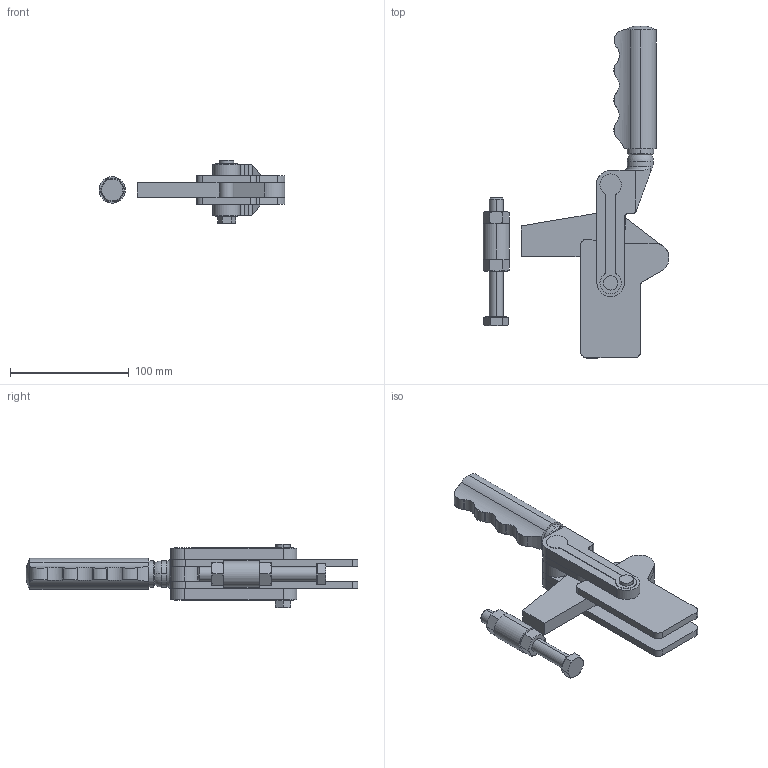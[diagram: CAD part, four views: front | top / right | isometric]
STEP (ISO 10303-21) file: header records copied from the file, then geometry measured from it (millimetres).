
FILE_DESCRIPTION (( 'STEP AP214' ), '1' );
FILE_NAME ('GH-71220(Â²¤Æ).STEP', '2020-03-13T06:00:27', ( 'LinWei' ), ( '' ), 'SwSTEP 2.0', 'SolidWorks 2016', '' );
FILE_SCHEMA (( 'AUTOMOTIVE_DESIGN' ));
Length unit declared in the file: millimetre
Products named in the file (7): Continuous Thread Hexagon Head Bolt_A_JIS-1^GH-71220(Â²¤Æ); 4701808-1^GH-71220(簡化); Group6^GH-71220(簡化); Group4^GH-71220(簡化); Group2^GH-71220(簡化); Group1^GH-71220(簡化); GH-71220(簡化)
Assembly tree (6 placements, depth 2):
  GH-71220(簡化)
    Group1^GH-71220(簡化)
    Group2^GH-71220(簡化)
    Group4^GH-71220(簡化)
    Group6^GH-71220(簡化)
    4701808-1^GH-71220(簡化)
    Continuous Thread Hexagon Head Bolt_A_JIS-1^GH-71220(Â²¤Æ)
Bounding box: 156.2 x 279 x 53.44 mm (x, y, z)
Volume: 301280.7 mm3; surface area: 88196.5 mm2
Topology: 6 solids, 6 shells, 285 faces, 709 edges, 445 vertices
Faces by surface type: cylinder 112, plane 112, cone 54, torus 5, sphere 2
Entity records: 10500 total; most frequent: CARTESIAN_POINT 2240, DIRECTION 1430, ORIENTED_EDGE 1406, EDGE_CURVE 703, AXIS2_PLACEMENT_3D 565, VERTEX_POINT 443, EDGE_LOOP 318, LINE 300
